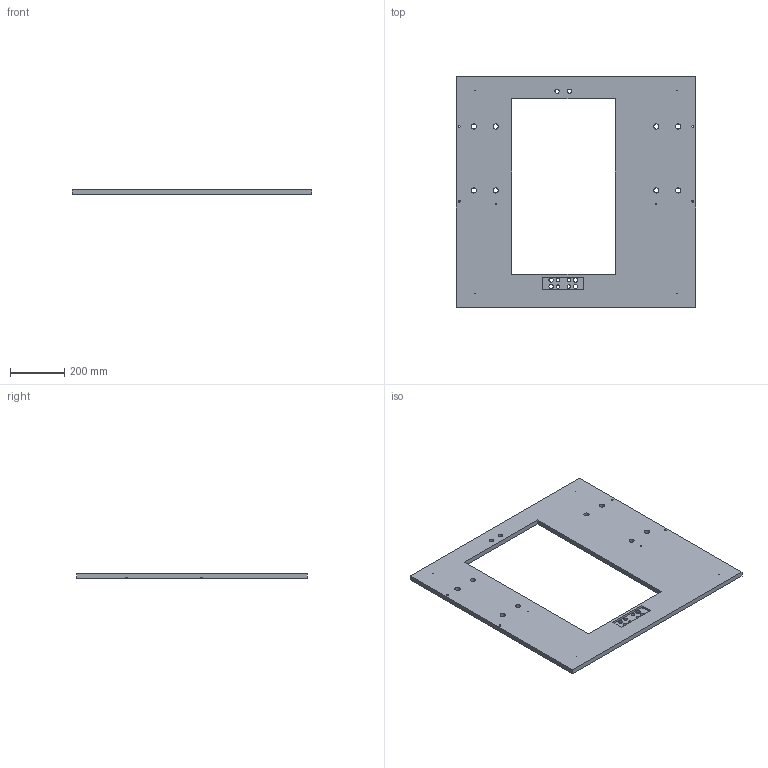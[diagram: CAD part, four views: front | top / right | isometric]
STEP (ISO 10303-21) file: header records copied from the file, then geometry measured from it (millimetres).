
FILE_DESCRIPTION(/* description */ (''),/* implementation_level */ '2;1');
FILE_NAME(/* name */ 'Underbase.step',/* time_stamp */ '2020-04-14T16:31:40+01:00',/* author */ (''),/* organization */ (''),/* preprocessor_version */ 'ST-DEVELOPER v18.1',/* originating_system */ 'Autodesk Translation Framework v9.2.0.1227',/* authorisation */ '');
FILE_SCHEMA (('AUTOMOTIVE_DESIGN { 1 0 10303 214 3 1 1 }'));
Length unit declared in the file: millimetre
Products named in the file (1): Underbase
Bounding box: 880 x 845.5 x 18 mm (x, y, z)
Volume: 8850972.3 mm3; surface area: 1108705.9 mm2
Topology: 1 solids, 1 shells, 51 faces, 140 edges, 96 vertices
Faces by surface type: cylinder 32, plane 19
Full cylindrical faces by diameter (mm): 3 x6, 7 x4, 12.7 x4, 15.9 x6, 19 x12
Entity records: 1826 total; most frequent: DIRECTION 316, CARTESIAN_POINT 288, ORIENTED_EDGE 280, EDGE_CURVE 140, AXIS2_PLACEMENT_3D 124, EDGE_LOOP 114, VERTEX_POINT 96, CIRCLE 72
